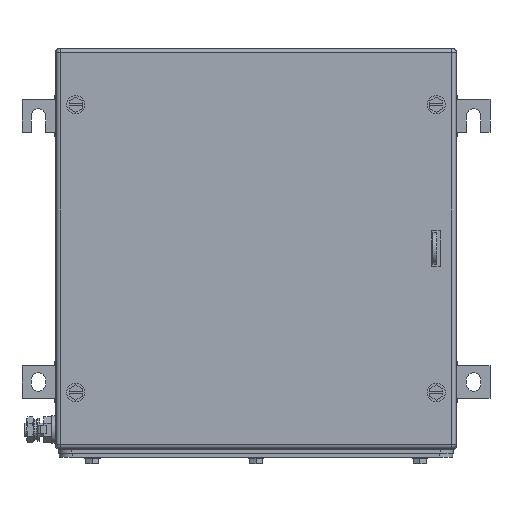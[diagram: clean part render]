
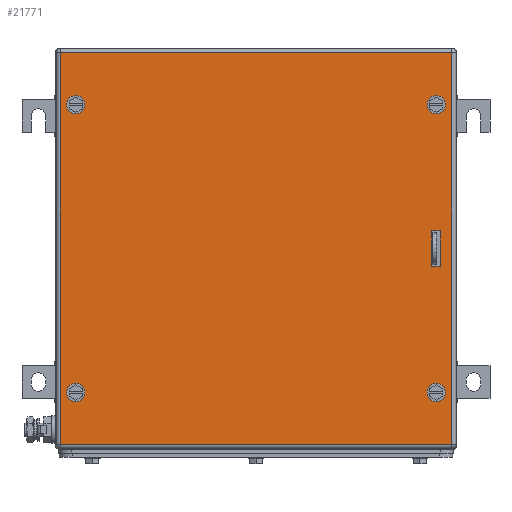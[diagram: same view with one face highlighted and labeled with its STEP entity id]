
A CAD part, top view. The second image highlights one B-rep face of the part: STEP entity #21771.
In plain terms, the highlighted planar face has unit normal (0, 0, 1).
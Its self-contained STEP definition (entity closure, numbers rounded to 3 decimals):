
#21611=AXIS2_PLACEMENT_3D('Circle Axis2P3D',#21609,#21610,$) ;
#21638=AXIS2_PLACEMENT_3D('Plane Axis2P3D',#21635,#21636,#21637) ;
#21676=AXIS2_PLACEMENT_3D('Circle Axis2P3D',#21674,#21675,$) ;
#21685=AXIS2_PLACEMENT_3D('Circle Axis2P3D',#21683,#21684,$) ;
#21694=AXIS2_PLACEMENT_3D('Circle Axis2P3D',#21692,#21693,$) ;
#21703=AXIS2_PLACEMENT_3D('Circle Axis2P3D',#21701,#21702,$) ;
#21712=AXIS2_PLACEMENT_3D('Circle Axis2P3D',#21710,#21711,$) ;
#21721=AXIS2_PLACEMENT_3D('Circle Axis2P3D',#21719,#21720,$) ;
#21730=AXIS2_PLACEMENT_3D('Circle Axis2P3D',#21728,#21729,$) ;
#21606=CARTESIAN_POINT('Vertex',(44.5,273.75,153.5)) ;
#21609=CARTESIAN_POINT('Axis2P3D Location',(41.,273.75,153.5)) ;
#21613=CARTESIAN_POINT('Vertex',(37.5,273.75,153.5)) ;
#21635=CARTESIAN_POINT('Axis2P3D Location',(178.5,164.,153.5)) ;
#21640=CARTESIAN_POINT('Line Origine',(178.5,313.5,153.5)) ;
#21644=CARTESIAN_POINT('Vertex',(328.,313.5,153.5)) ;
#21646=CARTESIAN_POINT('Vertex',(29.,313.5,153.5)) ;
#21649=CARTESIAN_POINT('Line Origine',(29.,164.,153.5)) ;
#21653=CARTESIAN_POINT('Vertex',(29.,14.5,153.5)) ;
#21656=CARTESIAN_POINT('Line Origine',(178.5,14.5,153.5)) ;
#21660=CARTESIAN_POINT('Vertex',(328.,14.5,153.5)) ;
#21663=CARTESIAN_POINT('Line Origine',(328.,164.,153.5)) ;
#21674=CARTESIAN_POINT('Axis2P3D Location',(41.,273.75,153.5)) ;
#21683=CARTESIAN_POINT('Axis2P3D Location',(41.,54.25,153.5)) ;
#21687=CARTESIAN_POINT('Vertex',(37.5,54.25,153.5)) ;
#21689=CARTESIAN_POINT('Vertex',(44.5,54.25,153.5)) ;
#21692=CARTESIAN_POINT('Axis2P3D Location',(41.,54.25,153.5)) ;
#21701=CARTESIAN_POINT('Axis2P3D Location',(316.,54.25,153.5)) ;
#21705=CARTESIAN_POINT('Vertex',(319.5,54.25,153.5)) ;
#21707=CARTESIAN_POINT('Vertex',(312.5,54.25,153.5)) ;
#21710=CARTESIAN_POINT('Axis2P3D Location',(316.,54.25,153.5)) ;
#21719=CARTESIAN_POINT('Axis2P3D Location',(316.,273.75,153.5)) ;
#21723=CARTESIAN_POINT('Vertex',(319.5,273.75,153.5)) ;
#21725=CARTESIAN_POINT('Vertex',(312.5,273.75,153.5)) ;
#21728=CARTESIAN_POINT('Axis2P3D Location',(316.,273.75,153.5)) ;
#21737=CARTESIAN_POINT('Line Origine',(315.75,150.5,153.5)) ;
#21741=CARTESIAN_POINT('Vertex',(319.,150.5,153.5)) ;
#21743=CARTESIAN_POINT('Vertex',(312.5,150.5,153.5)) ;
#21746=CARTESIAN_POINT('Line Origine',(312.5,164.,153.5)) ;
#21750=CARTESIAN_POINT('Vertex',(312.5,177.5,153.5)) ;
#21753=CARTESIAN_POINT('Line Origine',(315.75,177.5,153.5)) ;
#21757=CARTESIAN_POINT('Vertex',(319.,177.5,153.5)) ;
#21760=CARTESIAN_POINT('Line Origine',(319.,164.,153.5)) ;
#21610=DIRECTION('Axis2P3D Direction',(0.,0.,1.)) ;
#21636=DIRECTION('Axis2P3D Direction',(0.,0.,1.)) ;
#21637=DIRECTION('Axis2P3D XDirection',(1.,0.,0.)) ;
#21641=DIRECTION('Vector Direction',(1.,0.,0.)) ;
#21650=DIRECTION('Vector Direction',(0.,-1.,0.)) ;
#21657=DIRECTION('Vector Direction',(1.,0.,0.)) ;
#21664=DIRECTION('Vector Direction',(0.,1.,0.)) ;
#21675=DIRECTION('Axis2P3D Direction',(0.,0.,1.)) ;
#21684=DIRECTION('Axis2P3D Direction',(0.,0.,1.)) ;
#21693=DIRECTION('Axis2P3D Direction',(0.,0.,1.)) ;
#21702=DIRECTION('Axis2P3D Direction',(0.,0.,1.)) ;
#21711=DIRECTION('Axis2P3D Direction',(0.,0.,1.)) ;
#21720=DIRECTION('Axis2P3D Direction',(0.,0.,1.)) ;
#21729=DIRECTION('Axis2P3D Direction',(0.,0.,1.)) ;
#21738=DIRECTION('Vector Direction',(-1.,0.,0.)) ;
#21747=DIRECTION('Vector Direction',(0.,1.,0.)) ;
#21754=DIRECTION('Vector Direction',(1.,0.,0.)) ;
#21761=DIRECTION('Vector Direction',(0.,-1.,0.)) ;
#21642=VECTOR('Line Direction',#21641,1.) ;
#21651=VECTOR('Line Direction',#21650,1.) ;
#21658=VECTOR('Line Direction',#21657,1.) ;
#21665=VECTOR('Line Direction',#21664,1.) ;
#21739=VECTOR('Line Direction',#21738,1.) ;
#21748=VECTOR('Line Direction',#21747,1.) ;
#21755=VECTOR('Line Direction',#21754,1.) ;
#21762=VECTOR('Line Direction',#21761,1.) ;
#21669=ORIENTED_EDGE('',*,*,#21648,.T.) ;
#21670=ORIENTED_EDGE('',*,*,#21655,.T.) ;
#21671=ORIENTED_EDGE('',*,*,#21662,.T.) ;
#21672=ORIENTED_EDGE('',*,*,#21667,.T.) ;
#21680=ORIENTED_EDGE('',*,*,#21678,.F.) ;
#21681=ORIENTED_EDGE('',*,*,#21615,.F.) ;
#21698=ORIENTED_EDGE('',*,*,#21691,.F.) ;
#21699=ORIENTED_EDGE('',*,*,#21696,.F.) ;
#21716=ORIENTED_EDGE('',*,*,#21709,.F.) ;
#21717=ORIENTED_EDGE('',*,*,#21714,.F.) ;
#21734=ORIENTED_EDGE('',*,*,#21727,.F.) ;
#21735=ORIENTED_EDGE('',*,*,#21732,.F.) ;
#21766=ORIENTED_EDGE('',*,*,#21745,.T.) ;
#21767=ORIENTED_EDGE('',*,*,#21752,.T.) ;
#21768=ORIENTED_EDGE('',*,*,#21759,.T.) ;
#21769=ORIENTED_EDGE('',*,*,#21764,.T.) ;
#21682=FACE_BOUND('',#21679,.T.) ;
#21700=FACE_BOUND('',#21697,.T.) ;
#21718=FACE_BOUND('',#21715,.T.) ;
#21736=FACE_BOUND('',#21733,.T.) ;
#21770=FACE_BOUND('',#21765,.T.) ;
#21771=ADVANCED_FACE('ZUB_KTB_MH_303015_1GP_AllCATPart.2\\ZUB_DE_KTB_MH_306x306.1\\DE_KTB_MH_PART_MASTER.1\\Koerper.2',(#21673,#21682,#21700,#21718,#21736,#21770),#21639,.T.) ;
#21612=CIRCLE('generated circle',#21611,3.5) ;
#21677=CIRCLE('generated circle',#21676,3.5) ;
#21686=CIRCLE('generated circle',#21685,3.5) ;
#21695=CIRCLE('generated circle',#21694,3.5) ;
#21704=CIRCLE('generated circle',#21703,3.5) ;
#21713=CIRCLE('generated circle',#21712,3.5) ;
#21722=CIRCLE('generated circle',#21721,3.5) ;
#21731=CIRCLE('generated circle',#21730,3.5) ;
#21615=EDGE_CURVE('',#21607,#21614,#21612,.T.) ;
#21648=EDGE_CURVE('',#21645,#21647,#21643,.F.) ;
#21655=EDGE_CURVE('',#21647,#21654,#21652,.T.) ;
#21662=EDGE_CURVE('',#21654,#21661,#21659,.T.) ;
#21667=EDGE_CURVE('',#21661,#21645,#21666,.T.) ;
#21678=EDGE_CURVE('',#21614,#21607,#21677,.T.) ;
#21691=EDGE_CURVE('',#21688,#21690,#21686,.T.) ;
#21696=EDGE_CURVE('',#21690,#21688,#21695,.T.) ;
#21709=EDGE_CURVE('',#21706,#21708,#21704,.T.) ;
#21714=EDGE_CURVE('',#21708,#21706,#21713,.T.) ;
#21727=EDGE_CURVE('',#21724,#21726,#21722,.T.) ;
#21732=EDGE_CURVE('',#21726,#21724,#21731,.T.) ;
#21745=EDGE_CURVE('',#21742,#21744,#21740,.T.) ;
#21752=EDGE_CURVE('',#21744,#21751,#21749,.T.) ;
#21759=EDGE_CURVE('',#21751,#21758,#21756,.T.) ;
#21764=EDGE_CURVE('',#21758,#21742,#21763,.T.) ;
#21668=EDGE_LOOP('',(#21669,#21670,#21671,#21672)) ;
#21679=EDGE_LOOP('',(#21680,#21681)) ;
#21697=EDGE_LOOP('',(#21698,#21699)) ;
#21715=EDGE_LOOP('',(#21716,#21717)) ;
#21733=EDGE_LOOP('',(#21734,#21735)) ;
#21765=EDGE_LOOP('',(#21766,#21767,#21768,#21769)) ;
#21673=FACE_OUTER_BOUND('',#21668,.T.) ;
#21643=LINE('Line',#21640,#21642) ;
#21652=LINE('Line',#21649,#21651) ;
#21659=LINE('Line',#21656,#21658) ;
#21666=LINE('Line',#21663,#21665) ;
#21740=LINE('Line',#21737,#21739) ;
#21749=LINE('Line',#21746,#21748) ;
#21756=LINE('Line',#21753,#21755) ;
#21763=LINE('Line',#21760,#21762) ;
#21639=PLANE('',#21638) ;
#21607=VERTEX_POINT('',#21606) ;
#21614=VERTEX_POINT('',#21613) ;
#21645=VERTEX_POINT('',#21644) ;
#21647=VERTEX_POINT('',#21646) ;
#21654=VERTEX_POINT('',#21653) ;
#21661=VERTEX_POINT('',#21660) ;
#21688=VERTEX_POINT('',#21687) ;
#21690=VERTEX_POINT('',#21689) ;
#21706=VERTEX_POINT('',#21705) ;
#21708=VERTEX_POINT('',#21707) ;
#21724=VERTEX_POINT('',#21723) ;
#21726=VERTEX_POINT('',#21725) ;
#21742=VERTEX_POINT('',#21741) ;
#21744=VERTEX_POINT('',#21743) ;
#21751=VERTEX_POINT('',#21750) ;
#21758=VERTEX_POINT('',#21757) ;
